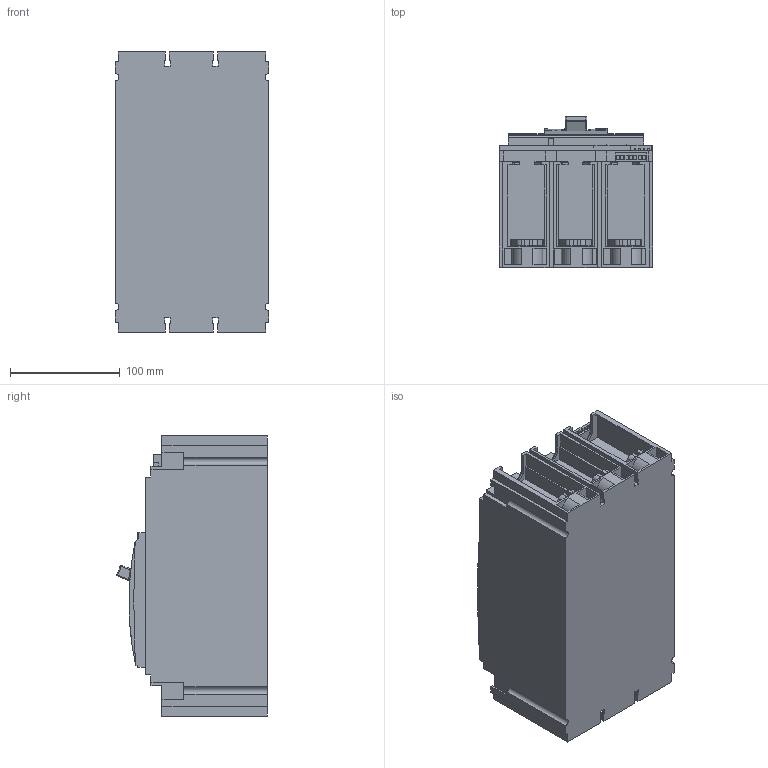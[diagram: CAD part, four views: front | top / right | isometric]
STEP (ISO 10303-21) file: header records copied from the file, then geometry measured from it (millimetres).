
FILE_DESCRIPTION((''),'2;1');
FILE_NAME('ASM0001_ASM','2023-05-03T09:13:23',('klemen.sitar'),('Audax d.o.o.'),'CREO PARAMETRIC BY PTC INC, 2021304','CREO PARAMETRIC BY PTC INC, 2021304','');
FILE_SCHEMA(('AP242_MANAGED_MODEL_BASED_3D_ENGINEERING_MIM_LF { 1 0 10303 442 1 1 4 }'));
Products named in the file (19): 3_TM_400A_630A; PRT0002; PRT0003; 3_TM_400A_630A_1; PRT0007; 8_5_0A_LCD_400A_630A; PRT0008; 9_5_0E_LCD_400A_630A; P3_1_1; P3_1_2; P3_1_3; P3_1_4; P3_1_5; P3_1_6; P3_1_7; P3_1_ASM; 6_5_0E_LCD_100A_160A_250A_1; PRT0013; ASM0001_ASM
Assembly tree (18 placements, depth 3):
  ASM0001_ASM
    3_TM_400A_630A
    PRT0002
    PRT0003
    3_TM_400A_630A_1
    PRT0007
    8_5_0A_LCD_400A_630A
    PRT0008
    9_5_0E_LCD_400A_630A
    P3_1_ASM
      P3_1_1
      P3_1_2
      P3_1_3
      P3_1_4
      P3_1_5
      P3_1_6
      P3_1_7
    6_5_0E_LCD_100A_160A_250A_1
    PRT0013
Bounding box: 140 x 137.31 x 255 mm (x, y, z)
Volume: 3456824.1 mm3; surface area: 270699.4 mm2
Topology: 42 solids, 50 shells, 1449 faces, 3911 edges, 2644 vertices
Faces by surface type: plane 1094, cylinder 248, extrusion 86, sphere 16, torus 3, bspline 2
Entity records: 70546 total; most frequent: CARTESIAN_POINT 9811, ORIENTED_EDGE 7748, DIRECTION 7059, PRESENTATION_STYLE_ASSIGNMENT 5407, STYLED_ITEM 5407, CURVE_STYLE 4032, EDGE_CURVE 3874, VECTOR 2897
